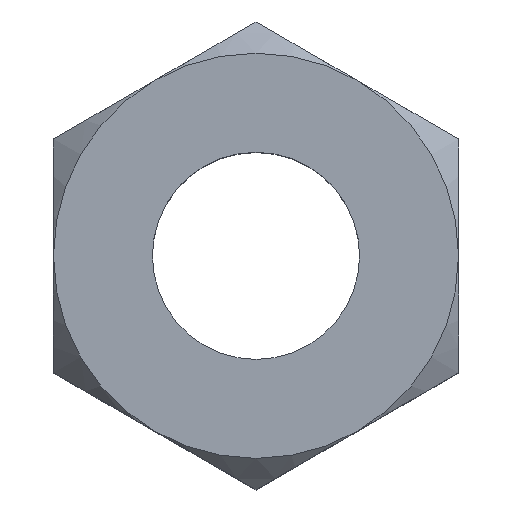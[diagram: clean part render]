
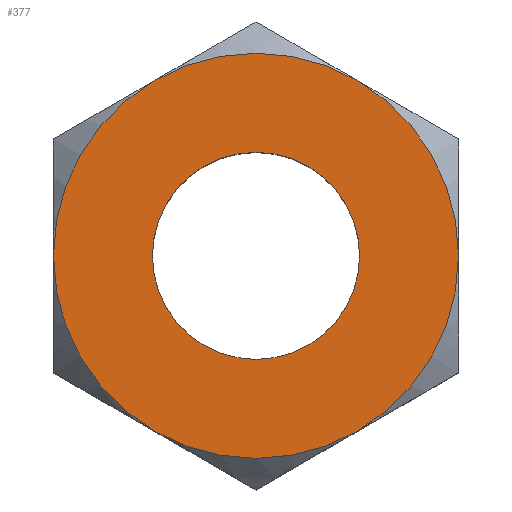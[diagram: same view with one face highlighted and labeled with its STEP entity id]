
A CAD part, top view. The second image highlights one B-rep face of the part: STEP entity #377.
In plain terms, the highlighted planar face has unit normal (0, 0, 1).
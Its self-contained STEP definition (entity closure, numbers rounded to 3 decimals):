
#4 = ORIENTED_EDGE ( 'NONE', *, *, #686, .F. ) ;
#22 = CARTESIAN_POINT ( 'NONE',  ( 3.324, 0., 3.25 ) ) ;
#25 = CARTESIAN_POINT ( 'NONE',  ( 0., 0., 3.25 ) ) ;
#41 = FACE_OUTER_BOUND ( 'NONE', #390, .T. ) ;
#42 = AXIS2_PLACEMENT_3D ( 'NONE', #538, #533, #531 ) ;
#56 = VERTEX_POINT ( 'NONE', #685 ) ;
#62 = FACE_BOUND ( 'NONE', #423, .T. ) ;
#94 = CIRCLE ( 'NONE', #368, 3.324 ) ;
#99 = EDGE_CURVE ( 'NONE', #696, #435, #571, .T. ) ;
#102 = CIRCLE ( 'NONE', #324, 3.324 ) ;
#104 = CARTESIAN_POINT ( 'NONE',  ( -3.324, 0., 3.25 ) ) ;
#112 = DIRECTION ( 'NONE',  ( 0., 0., -1. ) ) ;
#139 = CARTESIAN_POINT ( 'NONE',  ( -6.5, 0., 3.25 ) ) ;
#164 = DIRECTION ( 'NONE',  ( 0., 0., -1. ) ) ;
#166 = ORIENTED_EDGE ( 'NONE', *, *, #99, .F. ) ;
#170 = CARTESIAN_POINT ( 'NONE',  ( 0., 0., 3.25 ) ) ;
#172 = DIRECTION ( 'NONE',  ( -1., 0., 0. ) ) ;
#174 = DIRECTION ( 'NONE',  ( 0., 0., -1. ) ) ;
#178 = CARTESIAN_POINT ( 'NONE',  ( 0., 0., 3.25 ) ) ;
#206 = CIRCLE ( 'NONE', #471, 6.5 ) ;
#211 = EDGE_CURVE ( 'NONE', #435, #674, #404, .T. ) ;
#216 = VERTEX_POINT ( 'NONE', #139 ) ;
#245 = CIRCLE ( 'NONE', #436, 6.5 ) ;
#246 = EDGE_CURVE ( 'NONE', #674, #216, #206, .T. ) ;
#251 = ORIENTED_EDGE ( 'NONE', *, *, #211, .F. ) ;
#257 = EDGE_CURVE ( 'NONE', #216, #56, #245, .T. ) ;
#280 = EDGE_CURVE ( 'NONE', #545, #696, #298, .T. ) ;
#289 = DIRECTION ( 'NONE',  ( 1., 0., 0. ) ) ;
#293 = DIRECTION ( 'NONE',  ( 0., 0., 1. ) ) ;
#296 = CARTESIAN_POINT ( 'NONE',  ( 0., 0., 3.25 ) ) ;
#298 = CIRCLE ( 'NONE', #371, 6.5 ) ;
#324 = AXIS2_PLACEMENT_3D ( 'NONE', #689, #641, #637 ) ;
#328 = AXIS2_PLACEMENT_3D ( 'NONE', #634, #699, #556 ) ;
#332 = DIRECTION ( 'NONE',  ( -1., 0., 0. ) ) ;
#365 = EDGE_CURVE ( 'REUNA', #455, #616, #102, .T. ) ;
#368 = AXIS2_PLACEMENT_3D ( 'NONE', #296, #293, #289 ) ;
#371 = AXIS2_PLACEMENT_3D ( 'NONE', #170, #459, #332 ) ;
#377 = ADVANCED_FACE ( 'TASO', ( #62, #41 ), #568, .F. ) ;
#384 = DIRECTION ( 'NONE',  ( -1., 0., 0. ) ) ;
#388 = DIRECTION ( 'NONE',  ( -1., 0., 0. ) ) ;
#390 = EDGE_LOOP ( 'NONE', ( #452, #620, #251, #166, #695, #4 ) ) ;
#397 = DIRECTION ( 'NONE',  ( -1., 0., 0. ) ) ;
#404 = CIRCLE ( 'NONE', #564, 6.5 ) ;
#409 = EDGE_CURVE ( 'REUNA', #616, #455, #94, .T. ) ;
#423 = EDGE_LOOP ( 'NONE', ( #754, #628 ) ) ;
#431 = CARTESIAN_POINT ( 'NONE',  ( 3.25, -5.629, 3.25 ) ) ;
#435 = VERTEX_POINT ( 'NONE', #431 ) ;
#436 = AXIS2_PLACEMENT_3D ( 'NONE', #25, #112, #388 ) ;
#451 = CARTESIAN_POINT ( 'NONE',  ( 3.25, 5.629, 3.25 ) ) ;
#452 = ORIENTED_EDGE ( 'NONE', *, *, #257, .F. ) ;
#455 = VERTEX_POINT ( 'NONE', #104 ) ;
#459 = DIRECTION ( 'NONE',  ( 0., 0., -1. ) ) ;
#461 = CARTESIAN_POINT ( 'NONE',  ( -3.25, -5.629, 3.25 ) ) ;
#471 = AXIS2_PLACEMENT_3D ( 'NONE', #654, #580, #384 ) ;
#531 = DIRECTION ( 'NONE',  ( -1., 0., 0. ) ) ;
#533 = DIRECTION ( 'NONE',  ( 0., 0., -1. ) ) ;
#538 = CARTESIAN_POINT ( 'NONE',  ( 0., 0., 3.25 ) ) ;
#545 = VERTEX_POINT ( 'NONE', #451 ) ;
#556 = DIRECTION ( 'NONE',  ( -1., 0., 0. ) ) ;
#564 = AXIS2_PLACEMENT_3D ( 'NONE', #178, #174, #172 ) ;
#566 = AXIS2_PLACEMENT_3D ( 'NONE', #643, #164, #397 ) ;
#568 = PLANE ( 'NONE',  #328 ) ;
#571 = CIRCLE ( 'NONE', #42, 6.5 ) ;
#580 = DIRECTION ( 'NONE',  ( 0., 0., -1. ) ) ;
#589 = CARTESIAN_POINT ( 'NONE',  ( 6.5, 0., 3.25 ) ) ;
#615 = CIRCLE ( 'NONE', #566, 6.5 ) ;
#616 = VERTEX_POINT ( 'NONE', #22 ) ;
#620 = ORIENTED_EDGE ( 'NONE', *, *, #246, .F. ) ;
#628 = ORIENTED_EDGE ( 'NONE', *, *, #365, .F. ) ;
#634 = CARTESIAN_POINT ( 'NONE',  ( -13., 0., 3.25 ) ) ;
#637 = DIRECTION ( 'NONE',  ( 1., 0., 0. ) ) ;
#641 = DIRECTION ( 'NONE',  ( 0., 0., 1. ) ) ;
#643 = CARTESIAN_POINT ( 'NONE',  ( 0., 0., 3.25 ) ) ;
#654 = CARTESIAN_POINT ( 'NONE',  ( 0., 0., 3.25 ) ) ;
#674 = VERTEX_POINT ( 'NONE', #461 ) ;
#685 = CARTESIAN_POINT ( 'NONE',  ( -3.25, 5.629, 3.25 ) ) ;
#686 = EDGE_CURVE ( 'NONE', #56, #545, #615, .T. ) ;
#689 = CARTESIAN_POINT ( 'NONE',  ( 0., 0., 3.25 ) ) ;
#695 = ORIENTED_EDGE ( 'NONE', *, *, #280, .F. ) ;
#696 = VERTEX_POINT ( 'NONE', #589 ) ;
#699 = DIRECTION ( 'NONE',  ( 0., 0., -1. ) ) ;
#754 = ORIENTED_EDGE ( 'NONE', *, *, #409, .F. ) ;
